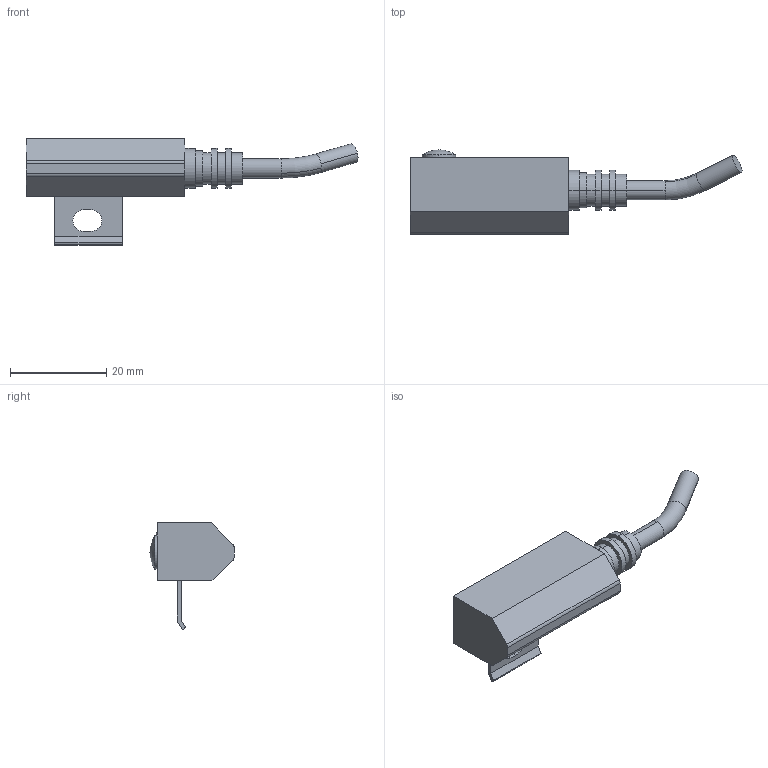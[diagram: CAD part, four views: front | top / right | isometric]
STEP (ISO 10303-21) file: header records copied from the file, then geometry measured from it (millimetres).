
FILE_DESCRIPTION (( 'STEP AP214' ), '1' );
FILE_NAME ('D-A54L.step.step', '2013-02-13T08:43:54', ( 'Windows User' ), ( '' ), 'SwSTEP 2.0', 'SolidWorks 2013', '' );
FILE_SCHEMA (( 'AUTOMOTIVE_DESIGN' ));
Length unit declared in the file: millimetre
Products named in the file (2): D-A54L.step; D-A54L.step_A53_A54_A56_A64_A67_A54
Assembly tree (1 placements, depth 2):
  D-A54L.step
    D-A54L.step_A53_A54_A56_A64_A67_A54
Bounding box: 69 x 17.5 x 22.1 mm (x, y, z)
Volume: 6594.6 mm3; surface area: 2956.2 mm2
Topology: 1 solids, 1 shells, 55 faces, 132 edges, 88 vertices
Faces by surface type: cylinder 27, plane 25, torus 2, sphere 1
Entity records: 1673 total; most frequent: DIRECTION 307, CARTESIAN_POINT 274, ORIENTED_EDGE 258, EDGE_CURVE 129, AXIS2_PLACEMENT_3D 119, VERTEX_POINT 86, LINE 69, VECTOR 69
